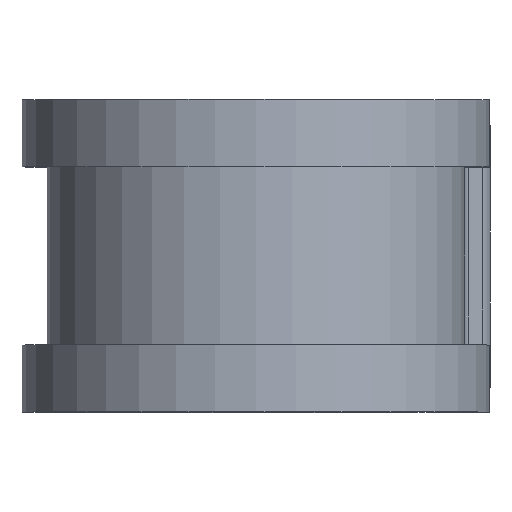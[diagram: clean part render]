
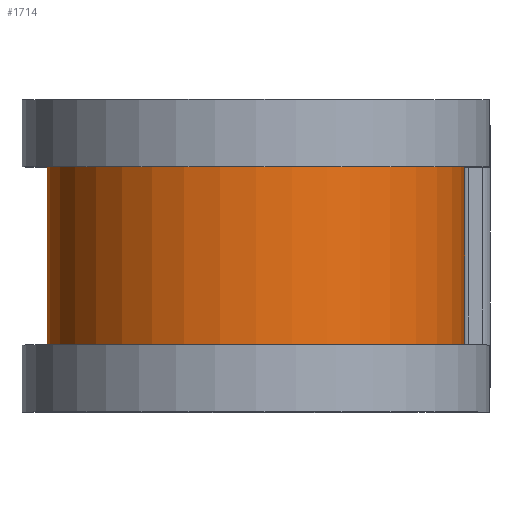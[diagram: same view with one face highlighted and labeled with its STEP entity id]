
A CAD part, top view. The second image highlights one B-rep face of the part: STEP entity #1714.
In plain terms, the highlighted cylindrical face has radius 12.649 mm (diameter 25.298 mm), a partial arc.
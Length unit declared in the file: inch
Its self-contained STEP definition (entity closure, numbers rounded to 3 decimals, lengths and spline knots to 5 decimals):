
#56 = EDGE_LOOP ( 'NONE', ( #729, #699, #149, #1144 ) ) ;
#69 = AXIS2_PLACEMENT_3D ( 'NONE', #189, #158, #1398 ) ;
#73 = AXIS2_PLACEMENT_3D ( 'NONE', #175, #291, #195 ) ;
#149 = ORIENTED_EDGE ( 'NONE', *, *, #400, .T. ) ;
#158 = DIRECTION ( 'NONE',  ( 0., -1., 0. ) ) ;
#175 = CARTESIAN_POINT ( 'NONE',  ( 0., -0.2125, 0. ) ) ;
#189 = CARTESIAN_POINT ( 'NONE',  ( 0., 0.2125, 0. ) ) ;
#195 = DIRECTION ( 'NONE',  ( 0., 0., -1. ) ) ;
#250 = FACE_OUTER_BOUND ( 'NONE', #56, .T. ) ;
#291 = DIRECTION ( 'NONE',  ( 0., -1., 0. ) ) ;
#300 = DIRECTION ( 'NONE',  ( 0., -1., 0. ) ) ;
#365 = CARTESIAN_POINT ( 'NONE',  ( 0., -0.2125, -0.498 ) ) ;
#366 = EDGE_CURVE ( 'NONE', #945, #1142, #1297, .T. ) ;
#377 = EDGE_CURVE ( 'NONE', #1084, #537, #1247, .T. ) ;
#400 = EDGE_CURVE ( 'NONE', #537, #1142, #1058, .T. ) ;
#455 = EDGE_CURVE ( 'NONE', #1084, #945, #1722, .T. ) ;
#465 = CARTESIAN_POINT ( 'NONE',  ( 0., 0.3125, -0.498 ) ) ;
#482 = CARTESIAN_POINT ( 'NONE',  ( 0.498, -0.2125, 0. ) ) ;
#537 = VERTEX_POINT ( 'NONE', #1685 ) ;
#667 = AXIS2_PLACEMENT_3D ( 'NONE', #1036, #300, #1744 ) ;
#699 = ORIENTED_EDGE ( 'NONE', *, *, #377, .T. ) ;
#729 = ORIENTED_EDGE ( 'NONE', *, *, #455, .F. ) ;
#945 = VERTEX_POINT ( 'NONE', #482 ) ;
#1005 = CARTESIAN_POINT ( 'NONE',  ( 0.498, 0.3125, 0. ) ) ;
#1029 = VECTOR ( 'NONE', #1691, 39.37008 ) ;
#1036 = CARTESIAN_POINT ( 'NONE',  ( 0., 0.3125, 0. ) ) ;
#1058 = LINE ( 'NONE', #465, #1029 ) ;
#1084 = VERTEX_POINT ( 'NONE', #1418 ) ;
#1112 = DIRECTION ( 'NONE',  ( 0., -1., 0. ) ) ;
#1142 = VERTEX_POINT ( 'NONE', #365 ) ;
#1144 = ORIENTED_EDGE ( 'NONE', *, *, #366, .F. ) ;
#1247 = CIRCLE ( 'NONE', #69, 0.498 ) ;
#1297 = CIRCLE ( 'NONE', #73, 0.498 ) ;
#1398 = DIRECTION ( 'NONE',  ( 0., 0., -1. ) ) ;
#1418 = CARTESIAN_POINT ( 'NONE',  ( 0.498, 0.2125, 0. ) ) ;
#1589 = CYLINDRICAL_SURFACE ( 'NONE', #667, 0.498 ) ;
#1685 = CARTESIAN_POINT ( 'NONE',  ( 0., 0.2125, -0.498 ) ) ;
#1691 = DIRECTION ( 'NONE',  ( 0., -1., 0. ) ) ;
#1714 = ADVANCED_FACE ( 'NONE', ( #250 ), #1589, .T. ) ;
#1722 = LINE ( 'NONE', #1005, #1723 ) ;
#1723 = VECTOR ( 'NONE', #1112, 39.37008 ) ;
#1744 = DIRECTION ( 'NONE',  ( 0., 0., -1. ) ) ;
